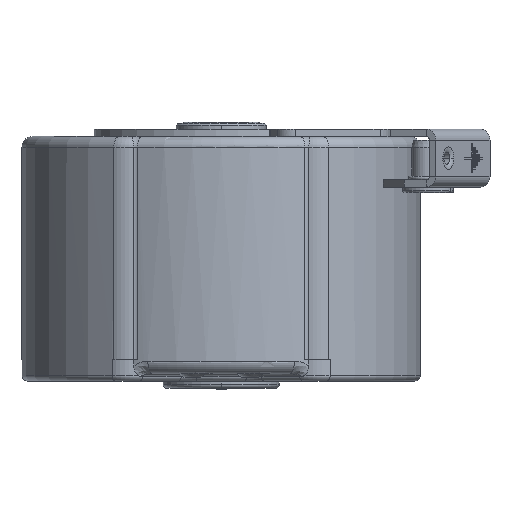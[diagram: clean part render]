
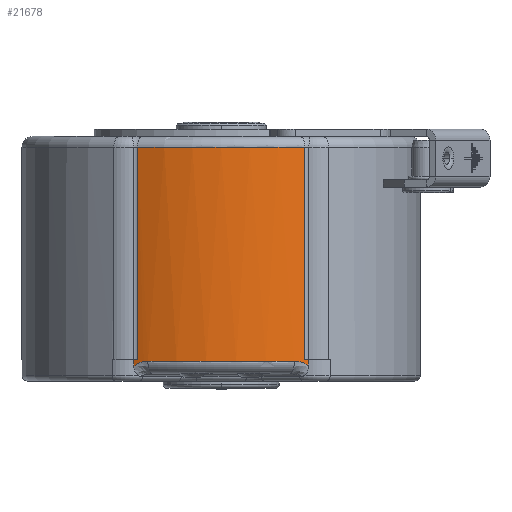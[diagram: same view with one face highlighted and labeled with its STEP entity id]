
A CAD part, front view. The second image highlights one B-rep face of the part: STEP entity #21678.
In plain terms, the highlighted cylindrical face has radius 53 mm (diameter 106 mm), a partial arc.
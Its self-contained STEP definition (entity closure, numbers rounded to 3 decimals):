
#954=DIRECTION('',(0.,0.,-1.));
#955=VECTOR('',#954,58.5);
#956=CARTESIAN_POINT('',(-23.08,-47.711,8.3));
#957=LINE('',#956,#955);
#972=CARTESIAN_POINT('',(0.,0.,-50.2));
#973=DIRECTION('',(0.,0.,1.));
#974=DIRECTION('',(0.435,-0.9,0.));
#975=AXIS2_PLACEMENT_3D('',#972,#973,#974);
#977=DIRECTION('',(0.,0.,-1.));
#978=VECTOR('',#977,1.909);
#979=CARTESIAN_POINT('',(24.096,-47.206,-50.2));
#980=LINE('',#979,#978);
#981=CARTESIAN_POINT('',(24.096,-47.206,-52.109));
#982=CARTESIAN_POINT('',(24.025,-47.242,-52.042));
#983=CARTESIAN_POINT('',(23.875,-47.318,-51.912));
#984=CARTESIAN_POINT('',(23.631,-47.44,-51.725));
#985=CARTESIAN_POINT('',(23.368,-47.57,-51.549));
#986=CARTESIAN_POINT('',(23.086,-47.708,-51.385));
#987=CARTESIAN_POINT('',(22.785,-47.853,-51.235));
#988=CARTESIAN_POINT('',(22.464,-48.004,-51.1));
#989=CARTESIAN_POINT('',(22.125,-48.161,-50.982));
#990=CARTESIAN_POINT('',(21.769,-48.323,-50.882));
#991=CARTESIAN_POINT('',(21.397,-48.489,-50.802));
#992=CARTESIAN_POINT('',(21.01,-48.658,-50.744));
#993=CARTESIAN_POINT('',(20.611,-48.829,-50.708));
#994=CARTESIAN_POINT('',(20.338,-48.943,-50.7));
#995=CARTESIAN_POINT('',(20.2,-49.,-50.7));
#997=CARTESIAN_POINT('',(0.,0.,-50.7));
#998=DIRECTION('',(0.,0.,-1.));
#999=DIRECTION('',(0.381,-0.925,0.));
#1000=AXIS2_PLACEMENT_3D('',#997,#998,#999);
#1002=CARTESIAN_POINT('',(-20.2,-49.,-50.7));
#1003=CARTESIAN_POINT('',(-20.338,-48.943,
-50.7));
#1004=CARTESIAN_POINT('',(-20.611,-48.829,
-50.708));
#1005=CARTESIAN_POINT('',(-21.011,-48.658,
-50.744));
#1006=CARTESIAN_POINT('',(-21.398,-48.489,
-50.802));
#1007=CARTESIAN_POINT('',(-21.77,-48.323,
-50.882));
#1008=CARTESIAN_POINT('',(-22.126,-48.161,
-50.982));
#1009=CARTESIAN_POINT('',(-22.464,-48.004,
-51.1));
#1010=CARTESIAN_POINT('',(-22.785,-47.853,
-51.235));
#1011=CARTESIAN_POINT('',(-23.086,-47.708,
-51.385));
#1012=CARTESIAN_POINT('',(-23.368,-47.571,
-51.549));
#1013=CARTESIAN_POINT('',(-23.631,-47.44,
-51.725));
#1014=CARTESIAN_POINT('',(-23.875,-47.318,
-51.912));
#1015=CARTESIAN_POINT('',(-24.025,-47.242,
-52.042));
#1016=CARTESIAN_POINT('',(-24.096,-47.206,
-52.109));
#1018=DIRECTION('',(0.,0.,1.));
#1019=VECTOR('',#1018,1.909);
#1020=CARTESIAN_POINT('',(-24.096,-47.206,
-52.109));
#1021=LINE('',#1020,#1019);
#1022=CARTESIAN_POINT('',(0.,0.,-50.2));
#1023=DIRECTION('',(0.,0.,1.));
#1024=DIRECTION('',(-0.455,-0.891,0.));
#1025=AXIS2_PLACEMENT_3D('',#1022,#1023,#1024);
#1027=CARTESIAN_POINT('',(0.,0.,8.3));
#1028=DIRECTION('',(0.,0.,-1.));
#1029=DIRECTION('',(0.435,-0.9,0.));
#1030=AXIS2_PLACEMENT_3D('',#1027,#1028,#1029);
#1041=DIRECTION('',(0.,0.,1.));
#1042=VECTOR('',#1041,58.5);
#1043=CARTESIAN_POINT('',(23.08,-47.711,-50.2));
#1044=LINE('',#1043,#1042);
#17556=VERTEX_POINT('',#1002);
#17557=VERTEX_POINT('',#1016);
#17559=CARTESIAN_POINT('',(20.2,-49.,-50.7));
#17560=VERTEX_POINT('',#17559);
#17564=VERTEX_POINT('',#981);
#19368=CARTESIAN_POINT('',(23.08,-47.711,8.3));
#19369=CARTESIAN_POINT('',(-23.08,-47.711,8.3));
#19370=VERTEX_POINT('',#19368);
#19371=VERTEX_POINT('',#19369);
#19892=CARTESIAN_POINT('',(-24.096,-47.206,-50.2));
#19893=CARTESIAN_POINT('',(-23.08,-47.711,-50.2));
#19894=VERTEX_POINT('',#19892);
#19895=VERTEX_POINT('',#19893);
#19896=CARTESIAN_POINT('',(23.08,-47.711,-50.2));
#19897=CARTESIAN_POINT('',(24.096,-47.206,-50.2));
#19898=VERTEX_POINT('',#19896);
#19899=VERTEX_POINT('',#19897);
#21653=CARTESIAN_POINT('',(0.,0.,-54.2));
#21654=DIRECTION('',(0.,0.,1.));
#21655=DIRECTION('',(1.,0.,0.));
#21656=AXIS2_PLACEMENT_3D('',#21653,#21654,#21655);
#21657=CYLINDRICAL_SURFACE('',#21656,53.);
#21659=ORIENTED_EDGE('',*,*,#21658,.F.);
#21661=ORIENTED_EDGE('',*,*,#21660,.T.);
#21663=ORIENTED_EDGE('',*,*,#21662,.T.);
#21665=ORIENTED_EDGE('',*,*,#21664,.T.);
#21667=ORIENTED_EDGE('',*,*,#21666,.T.);
#21669=ORIENTED_EDGE('',*,*,#21668,.T.);
#21671=ORIENTED_EDGE('',*,*,#21670,.T.);
#21673=ORIENTED_EDGE('',*,*,#21672,.T.);
#21674=ORIENTED_EDGE('',*,*,#21636,.F.);
#21675=ORIENTED_EDGE('',*,*,#20918,.F.);
#21676=EDGE_LOOP('',(#21659,#21661,#21663,#21665,#21667,#21669,#21671,#21673,
#21674,#21675));
#21677=FACE_OUTER_BOUND('',#21676,.F.);
#976=CIRCLE('',#975,53.);
#996=B_SPLINE_CURVE_WITH_KNOTS('',3,(#981,#982,#983,#984,#985,#986,#987,#988,
#989,#990,#991,#992,#993,#994,#995),.UNSPECIFIED.,.F.,.F.,(4,1,1,1,1,1,1,1,1,1,
1,1,4),(0.,0.083,0.167,0.25,0.333,
0.417,0.5,0.583,0.667,0.75,
0.833,0.917,1.),.UNSPECIFIED.);
#1001=CIRCLE('',#1000,53.);
#1017=B_SPLINE_CURVE_WITH_KNOTS('',3,(#1002,#1003,#1004,#1005,#1006,#1007,#1008,
#1009,#1010,#1011,#1012,#1013,#1014,#1015,#1016),.UNSPECIFIED.,.F.,.F.,(4,1,1,1,
1,1,1,1,1,1,1,1,4),(0.,0.083,0.167,0.25,
0.333,0.417,0.5,0.583,0.667,
0.75,0.833,0.917,1.),.UNSPECIFIED.);
#1026=CIRCLE('',#1025,53.);
#1031=CIRCLE('',#1030,53.);
#20918=EDGE_CURVE('',#19370,#19371,#1031,.T.);
#21636=EDGE_CURVE('',#19371,#19895,#957,.T.);
#21658=EDGE_CURVE('',#19898,#19370,#1044,.T.);
#21660=EDGE_CURVE('',#19898,#19899,#976,.T.);
#21662=EDGE_CURVE('',#19899,#17564,#980,.T.);
#21664=EDGE_CURVE('',#17564,#17560,#996,.T.);
#21666=EDGE_CURVE('',#17560,#17556,#1001,.T.);
#21668=EDGE_CURVE('',#17556,#17557,#1017,.T.);
#21670=EDGE_CURVE('',#17557,#19894,#1021,.T.);
#21672=EDGE_CURVE('',#19894,#19895,#1026,.T.);
#21678=ADVANCED_FACE('',(#21677),#21657,.T.);
